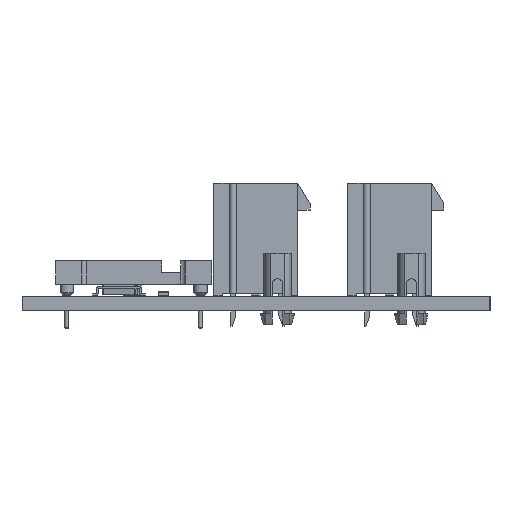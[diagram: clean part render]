
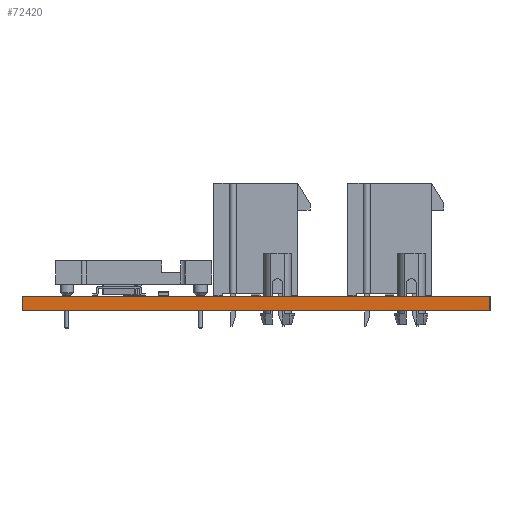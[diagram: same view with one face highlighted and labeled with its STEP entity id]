
A CAD part, left-side view. The second image highlights one B-rep face of the part: STEP entity #72420.
In plain terms, the highlighted planar face has unit normal (-1, 0, 0).
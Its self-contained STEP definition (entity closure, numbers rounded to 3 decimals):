
#68491 = PLANE('',#68492);
#68492 = AXIS2_PLACEMENT_3D('',#68493,#68494,#68495);
#68493 = CARTESIAN_POINT('',(0.,53.34,0.));
#68494 = DIRECTION('',(0.,1.,0.));
#68495 = DIRECTION('',(1.,0.,0.));
#68519 = PLANE('',#68520);
#68520 = AXIS2_PLACEMENT_3D('',#68521,#68522,#68523);
#68521 = CARTESIAN_POINT('',(44.563,26.483,1.6));
#68522 = DIRECTION('',(-0.,-0.,-1.));
#68523 = DIRECTION('',(-1.,0.,0.));
#68573 = PLANE('',#68574);
#68574 = AXIS2_PLACEMENT_3D('',#68575,#68576,#68577);
#68575 = CARTESIAN_POINT('',(44.563,26.483,0.));
#68576 = DIRECTION('',(-0.,-0.,-1.));
#68577 = DIRECTION('',(-1.,0.,0.));
#68588 = EDGE_CURVE('',#68589,#68591,#68593,.T.);
#68589 = VERTEX_POINT('',#68590);
#68590 = CARTESIAN_POINT('',(0.,53.34,0.));
#68591 = VERTEX_POINT('',#68592);
#68592 = CARTESIAN_POINT('',(0.,53.34,1.6));
#68593 = SURFACE_CURVE('',#68594,(#68598,#68605),.PCURVE_S1.);
#68594 = LINE('',#68595,#68596);
#68595 = CARTESIAN_POINT('',(0.,53.34,0.));
#68596 = VECTOR('',#68597,1.);
#68597 = DIRECTION('',(0.,0.,1.));
#68598 = PCURVE('',#68491,#68599);
#68599 = DEFINITIONAL_REPRESENTATION('',(#68600),#68604);
#68600 = LINE('',#68601,#68602);
#68601 = CARTESIAN_POINT('',(0.,0.));
#68602 = VECTOR('',#68603,1.);
#68603 = DIRECTION('',(0.,-1.));
#68604 = ( GEOMETRIC_REPRESENTATION_CONTEXT(2) 
PARAMETRIC_REPRESENTATION_CONTEXT() REPRESENTATION_CONTEXT('2D SPACE',''
  ) );
#68605 = PCURVE('',#68606,#68611);
#68606 = PLANE('',#68607);
#68607 = AXIS2_PLACEMENT_3D('',#68608,#68609,#68610);
#68608 = CARTESIAN_POINT('',(0.,0.,0.));
#68609 = DIRECTION('',(-1.,0.,0.));
#68610 = DIRECTION('',(0.,1.,0.));
#68611 = DEFINITIONAL_REPRESENTATION('',(#68612),#68616);
#68612 = LINE('',#68613,#68614);
#68613 = CARTESIAN_POINT('',(53.34,0.));
#68614 = VECTOR('',#68615,1.);
#68615 = DIRECTION('',(0.,-1.));
#68616 = ( GEOMETRIC_REPRESENTATION_CONTEXT(2) 
PARAMETRIC_REPRESENTATION_CONTEXT() REPRESENTATION_CONTEXT('2D SPACE',''
  ) );
#68850 = VERTEX_POINT('',#68851);
#68851 = CARTESIAN_POINT('',(0.,-0.,0.));
#68865 = PLANE('',#68866);
#68866 = AXIS2_PLACEMENT_3D('',#68867,#68868,#68869);
#68867 = CARTESIAN_POINT('',(88.265,0.,0.));
#68868 = DIRECTION('',(0.,-1.,0.));
#68869 = DIRECTION('',(-1.,0.,0.));
#68877 = EDGE_CURVE('',#68850,#68589,#68878,.T.);
#68878 = SURFACE_CURVE('',#68879,(#68883,#68890),.PCURVE_S1.);
#68879 = LINE('',#68880,#68881);
#68880 = CARTESIAN_POINT('',(0.,-0.,0.));
#68881 = VECTOR('',#68882,1.);
#68882 = DIRECTION('',(0.,1.,0.));
#68883 = PCURVE('',#68573,#68884);
#68884 = DEFINITIONAL_REPRESENTATION('',(#68885),#68889);
#68885 = LINE('',#68886,#68887);
#68886 = CARTESIAN_POINT('',(44.563,-26.483));
#68887 = VECTOR('',#68888,1.);
#68888 = DIRECTION('',(0.,1.));
#68889 = ( GEOMETRIC_REPRESENTATION_CONTEXT(2) 
PARAMETRIC_REPRESENTATION_CONTEXT() REPRESENTATION_CONTEXT('2D SPACE',''
  ) );
#68890 = PCURVE('',#68606,#68891);
#68891 = DEFINITIONAL_REPRESENTATION('',(#68892),#68896);
#68892 = LINE('',#68893,#68894);
#68893 = CARTESIAN_POINT('',(0.,0.));
#68894 = VECTOR('',#68895,1.);
#68895 = DIRECTION('',(1.,0.));
#68896 = ( GEOMETRIC_REPRESENTATION_CONTEXT(2) 
PARAMETRIC_REPRESENTATION_CONTEXT() REPRESENTATION_CONTEXT('2D SPACE',''
  ) );
#70817 = VERTEX_POINT('',#70818);
#70818 = CARTESIAN_POINT('',(0.,0.,1.6));
#70839 = EDGE_CURVE('',#70817,#68591,#70840,.T.);
#70840 = SURFACE_CURVE('',#70841,(#70845,#70852),.PCURVE_S1.);
#70841 = LINE('',#70842,#70843);
#70842 = CARTESIAN_POINT('',(0.,0.,1.6));
#70843 = VECTOR('',#70844,1.);
#70844 = DIRECTION('',(0.,1.,0.));
#70845 = PCURVE('',#68519,#70846);
#70846 = DEFINITIONAL_REPRESENTATION('',(#70847),#70851);
#70847 = LINE('',#70848,#70849);
#70848 = CARTESIAN_POINT('',(44.563,-26.483));
#70849 = VECTOR('',#70850,1.);
#70850 = DIRECTION('',(0.,1.));
#70851 = ( GEOMETRIC_REPRESENTATION_CONTEXT(2) 
PARAMETRIC_REPRESENTATION_CONTEXT() REPRESENTATION_CONTEXT('2D SPACE',''
  ) );
#70852 = PCURVE('',#68606,#70853);
#70853 = DEFINITIONAL_REPRESENTATION('',(#70854),#70858);
#70854 = LINE('',#70855,#70856);
#70855 = CARTESIAN_POINT('',(0.,-1.6));
#70856 = VECTOR('',#70857,1.);
#70857 = DIRECTION('',(1.,0.));
#70858 = ( GEOMETRIC_REPRESENTATION_CONTEXT(2) 
PARAMETRIC_REPRESENTATION_CONTEXT() REPRESENTATION_CONTEXT('2D SPACE',''
  ) );
#72420 = ADVANCED_FACE('',(#72421),#68606,.T.);
#72421 = FACE_BOUND('',#72422,.T.);
#72422 = EDGE_LOOP('',(#72423,#72444,#72445,#72446));
#72423 = ORIENTED_EDGE('',*,*,#72424,.T.);
#72424 = EDGE_CURVE('',#68850,#70817,#72425,.T.);
#72425 = SURFACE_CURVE('',#72426,(#72430,#72437),.PCURVE_S1.);
#72426 = LINE('',#72427,#72428);
#72427 = CARTESIAN_POINT('',(0.,-0.,0.));
#72428 = VECTOR('',#72429,1.);
#72429 = DIRECTION('',(0.,0.,1.));
#72430 = PCURVE('',#68606,#72431);
#72431 = DEFINITIONAL_REPRESENTATION('',(#72432),#72436);
#72432 = LINE('',#72433,#72434);
#72433 = CARTESIAN_POINT('',(0.,0.));
#72434 = VECTOR('',#72435,1.);
#72435 = DIRECTION('',(0.,-1.));
#72436 = ( GEOMETRIC_REPRESENTATION_CONTEXT(2) 
PARAMETRIC_REPRESENTATION_CONTEXT() REPRESENTATION_CONTEXT('2D SPACE',''
  ) );
#72437 = PCURVE('',#68865,#72438);
#72438 = DEFINITIONAL_REPRESENTATION('',(#72439),#72443);
#72439 = LINE('',#72440,#72441);
#72440 = CARTESIAN_POINT('',(88.265,0.));
#72441 = VECTOR('',#72442,1.);
#72442 = DIRECTION('',(0.,-1.));
#72443 = ( GEOMETRIC_REPRESENTATION_CONTEXT(2) 
PARAMETRIC_REPRESENTATION_CONTEXT() REPRESENTATION_CONTEXT('2D SPACE',''
  ) );
#72444 = ORIENTED_EDGE('',*,*,#70839,.T.);
#72445 = ORIENTED_EDGE('',*,*,#68588,.F.);
#72446 = ORIENTED_EDGE('',*,*,#68877,.F.);
